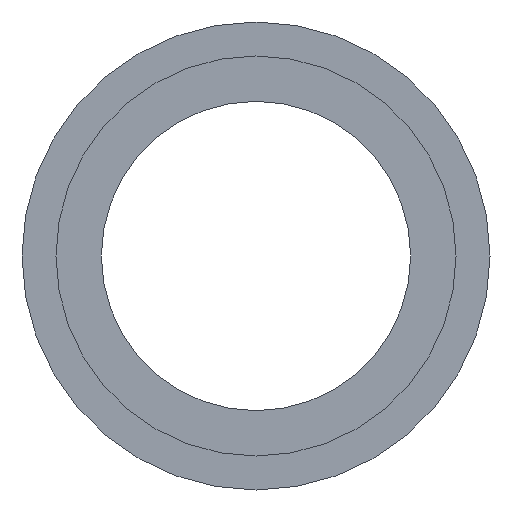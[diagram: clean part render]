
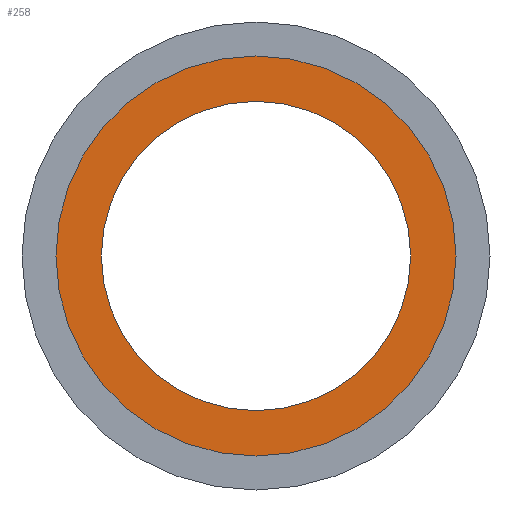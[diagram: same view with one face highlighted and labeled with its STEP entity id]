
A CAD part, left-side view. The second image highlights one B-rep face of the part: STEP entity #258.
In plain terms, the highlighted planar face has unit normal (-1, 0, 0).
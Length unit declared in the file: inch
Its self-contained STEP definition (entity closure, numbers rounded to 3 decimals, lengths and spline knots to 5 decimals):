
#34=FACE_BOUND('',#70,.T.);
#39=PLANE('',#323);
#52=FACE_OUTER_BOUND('',#69,.T.);
#69=EDGE_LOOP('',(#239,#240));
#70=EDGE_LOOP('',(#241,#242));
#79=CIRCLE('',#290,0.435);
#80=CIRCLE('',#291,0.435);
#95=CIRCLE('',#311,0.5625);
#96=CIRCLE('',#312,0.5625);
#110=VERTEX_POINT('',#440);
#111=VERTEX_POINT('',#442);
#124=VERTEX_POINT('',#477);
#125=VERTEX_POINT('',#479);
#141=EDGE_CURVE('',#111,#110,#79,.T.);
#142=EDGE_CURVE('',#110,#111,#80,.T.);
#159=EDGE_CURVE('',#124,#125,#95,.T.);
#160=EDGE_CURVE('',#125,#124,#96,.T.);
#239=ORIENTED_EDGE('',*,*,#160,.F.);
#240=ORIENTED_EDGE('',*,*,#159,.F.);
#241=ORIENTED_EDGE('',*,*,#141,.T.);
#242=ORIENTED_EDGE('',*,*,#142,.T.);
#258=ADVANCED_FACE('',(#52,#34),#39,.T.);
#290=AXIS2_PLACEMENT_3D('',#443,#349,#350);
#291=AXIS2_PLACEMENT_3D('',#444,#351,#352);
#311=AXIS2_PLACEMENT_3D('',#480,#393,#394);
#312=AXIS2_PLACEMENT_3D('',#481,#395,#396);
#323=AXIS2_PLACEMENT_3D('',#500,#419,#420);
#349=DIRECTION('center_axis',(1.,0.,0.));
#350=DIRECTION('ref_axis',(0.,1.,0.));
#351=DIRECTION('center_axis',(1.,0.,0.));
#352=DIRECTION('ref_axis',(0.,1.,0.));
#393=DIRECTION('center_axis',(1.,0.,0.));
#394=DIRECTION('ref_axis',(0.,1.,0.));
#395=DIRECTION('center_axis',(1.,0.,0.));
#396=DIRECTION('ref_axis',(0.,1.,0.));
#419=DIRECTION('center_axis',(-1.,0.,0.));
#420=DIRECTION('ref_axis',(0.,0.,1.));
#440=CARTESIAN_POINT('',(0.,-0.435,0.));
#442=CARTESIAN_POINT('',(0.,0.435,0.));
#443=CARTESIAN_POINT('Origin',(0.,0.,
0.));
#444=CARTESIAN_POINT('Origin',(0.,0.,
0.));
#477=CARTESIAN_POINT('',(0.,-0.5625,0.));
#479=CARTESIAN_POINT('',(0.,0.5625,0.));
#480=CARTESIAN_POINT('Origin',(0.,0.,
0.));
#481=CARTESIAN_POINT('Origin',(0.,0.,
0.));
#500=CARTESIAN_POINT('Origin',(0.,0.49875,0.));
